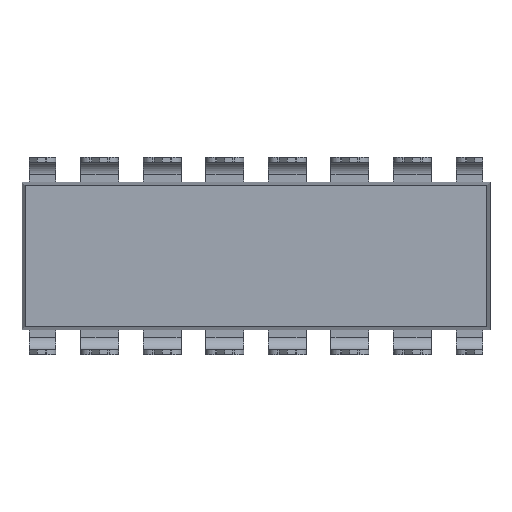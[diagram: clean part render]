
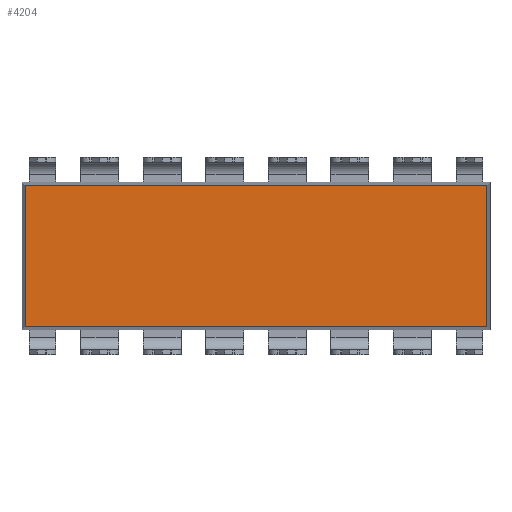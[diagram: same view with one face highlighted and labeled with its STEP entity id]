
A CAD part, front view. The second image highlights one B-rep face of the part: STEP entity #4204.
In plain terms, the highlighted planar face has unit normal (0, -1, 0).
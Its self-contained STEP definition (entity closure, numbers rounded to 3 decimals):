
#156 = VECTOR ( 'NONE', #1660, 1000. ) ;
#470 = CARTESIAN_POINT ( 'NONE',  ( 18.878, 0., -0.122 ) ) ;
#715 = LINE ( 'NONE', #3900, #2475 ) ;
#1046 = ORIENTED_EDGE ( 'NONE', *, *, #7590, .T. ) ;
#1278 = CARTESIAN_POINT ( 'NONE',  ( 0., 0., 0. ) ) ;
#1660 = DIRECTION ( 'NONE',  ( -1., 0., 0. ) ) ;
#2313 = CARTESIAN_POINT ( 'NONE',  ( 0.122, 0., -6. ) ) ;
#2337 = EDGE_CURVE ( 'NONE', #3033, #4948, #7206, .T. ) ;
#2475 = VECTOR ( 'NONE', #8875, 1000. ) ;
#2579 = DIRECTION ( 'NONE',  ( 0., 0., -1. ) ) ;
#2717 = CARTESIAN_POINT ( 'NONE',  ( 0.122, 0., -5.878 ) ) ;
#2755 = LINE ( 'NONE', #470, #4895 ) ;
#2828 = ORIENTED_EDGE ( 'NONE', *, *, #6671, .T. ) ;
#2875 = CARTESIAN_POINT ( 'NONE',  ( 0.122, 0., -0.122 ) ) ;
#3033 = VERTEX_POINT ( 'NONE', #6422 ) ;
#3273 = EDGE_LOOP ( 'NONE', ( #5414, #1046, #2828, #3630 ) ) ;
#3630 = ORIENTED_EDGE ( 'NONE', *, *, #6054, .T. ) ;
#3900 = CARTESIAN_POINT ( 'NONE',  ( 19., 0., -5.878 ) ) ;
#4074 = DIRECTION ( 'NONE',  ( 0., -1., 0. ) ) ;
#4204 = ADVANCED_FACE ( 'NONE', ( #8565 ), #8361, .T. ) ;
#4786 = VECTOR ( 'NONE', #2579, 1000. ) ;
#4895 = VECTOR ( 'NONE', #8187, 1000. ) ;
#4902 = VERTEX_POINT ( 'NONE', #2717 ) ;
#4948 = VERTEX_POINT ( 'NONE', #2875 ) ;
#5148 = CARTESIAN_POINT ( 'NONE',  ( 0., 0., -0.122 ) ) ;
#5414 = ORIENTED_EDGE ( 'NONE', *, *, #2337, .T. ) ;
#5535 = AXIS2_PLACEMENT_3D ( 'NONE', #1278, #4074, #5559 ) ;
#5559 = DIRECTION ( 'NONE',  ( 0., 0., -1. ) ) ;
#5922 = LINE ( 'NONE', #2313, #4786 ) ;
#6054 = EDGE_CURVE ( 'NONE', #6517, #3033, #2755, .T. ) ;
#6422 = CARTESIAN_POINT ( 'NONE',  ( 18.878, 0., -0.122 ) ) ;
#6517 = VERTEX_POINT ( 'NONE', #6647 ) ;
#6647 = CARTESIAN_POINT ( 'NONE',  ( 18.878, 0., -5.878 ) ) ;
#6671 = EDGE_CURVE ( 'NONE', #4902, #6517, #715, .T. ) ;
#7206 = LINE ( 'NONE', #5148, #156 ) ;
#7590 = EDGE_CURVE ( 'NONE', #4948, #4902, #5922, .T. ) ;
#8187 = DIRECTION ( 'NONE',  ( 0., 0., 1. ) ) ;
#8361 = PLANE ( 'NONE',  #5535 ) ;
#8565 = FACE_OUTER_BOUND ( 'NONE', #3273, .T. ) ;
#8875 = DIRECTION ( 'NONE',  ( 1., 0., 0. ) ) ;
